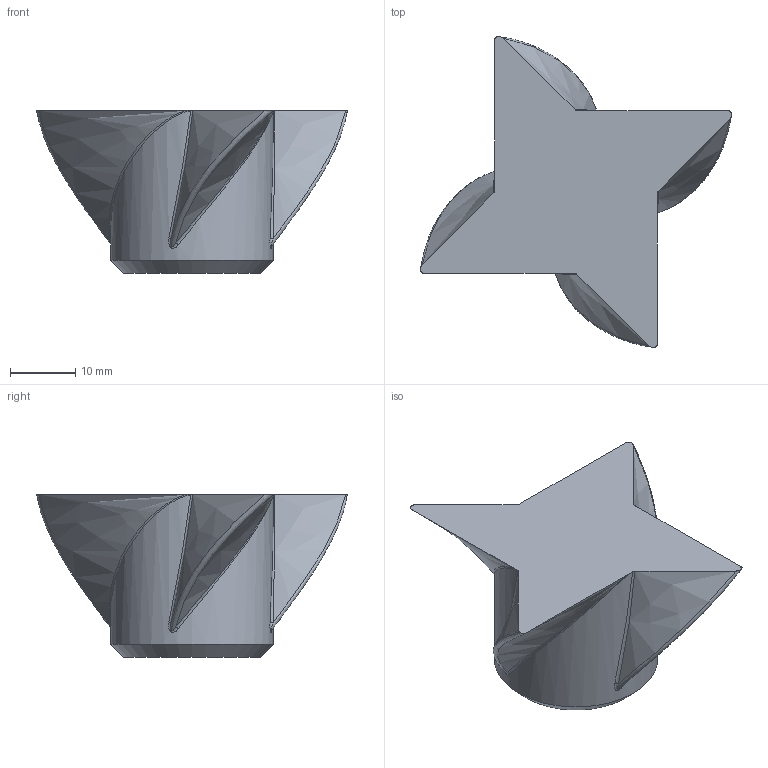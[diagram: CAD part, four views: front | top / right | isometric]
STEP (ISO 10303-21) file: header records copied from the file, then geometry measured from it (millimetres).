
FILE_DESCRIPTION(/* description */ (''),/* implementation_level */ '2;1');
FILE_NAME(/* name */ 'Overhang_Shuriken_Parametric.step',/* time_stamp */ '2023-08-15T22:28:18-06:00',/* author */ (''),/* organization */ (''),/* preprocessor_version */ 'ST-DEVELOPER v20',/* originating_system */ 'Autodesk Translation Framework v12.9.0.99',/* authorisation */ '');
FILE_SCHEMA (('AUTOMOTIVE_DESIGN { 1 0 10303 214 3 1 1 }'));
Length unit declared in the file: millimetre
Products named in the file (1): (Unsaved)
Bounding box: 47.77 x 47.77 x 25 mm (x, y, z)
Volume: 15271.1 mm3; surface area: 4392.7 mm2
Topology: 1 solids, 1 shells, 28 faces, 77 edges, 51 vertices
Faces by surface type: bspline 24, plane 2, cone 1, cylinder 1
Full cylindrical faces by diameter (mm): 25 x1
Entity records: 1888 total; most frequent: CARTESIAN_POINT 1315, ORIENTED_EDGE 154, EDGE_CURVE 77, B_SPLINE_CURVE_WITH_KNOTS 57, VERTEX_POINT 51, DIRECTION 40, FACE_OUTER_BOUND 28, EDGE_LOOP 28
